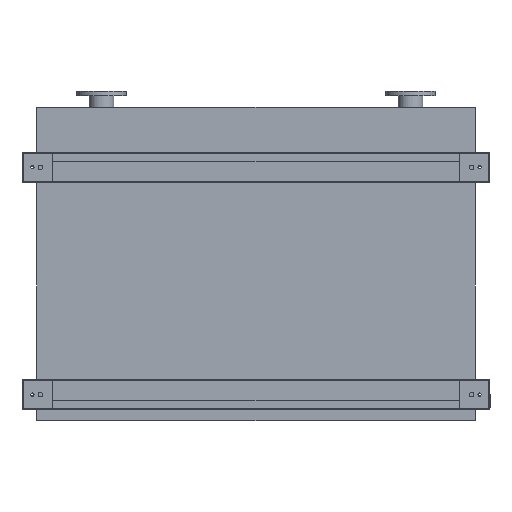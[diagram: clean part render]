
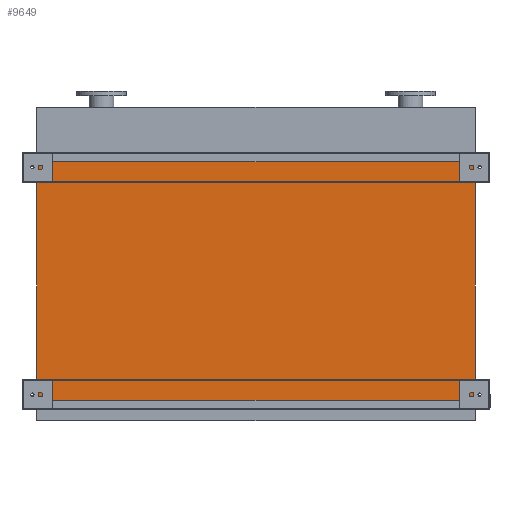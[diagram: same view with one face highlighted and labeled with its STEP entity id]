
A CAD part, front view. The second image highlights one B-rep face of the part: STEP entity #9649.
In plain terms, the highlighted planar face has unit normal (0, -1, 0).
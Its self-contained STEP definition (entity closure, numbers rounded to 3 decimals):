
#268 = EDGE_CURVE ( 'NONE', #20050, #17641, #18511, .T. ) ;
#833 = ORIENTED_EDGE ( 'NONE', *, *, #5217, .F. ) ;
#1406 = VECTOR ( 'NONE', #21639, 1000. ) ;
#1684 = EDGE_CURVE ( 'NONE', #22545, #20050, #7476, .T. ) ;
#2080 = LINE ( 'NONE', #7893, #5227 ) ;
#2856 = VERTEX_POINT ( 'NONE', #12817 ) ;
#3891 = CARTESIAN_POINT ( 'NONE',  ( -965., 0., -1050. ) ) ;
#4007 = CARTESIAN_POINT ( 'NONE',  ( 965., 0., -1050. ) ) ;
#4030 = DIRECTION ( 'NONE',  ( 0., 0., 1. ) ) ;
#4329 = VECTOR ( 'NONE', #4030, 1000. ) ;
#5146 = ORIENTED_EDGE ( 'NONE', *, *, #268, .T. ) ;
#5217 = EDGE_CURVE ( 'NONE', #22545, #2856, #15691, .T. ) ;
#5227 = VECTOR ( 'NONE', #20225, 1000. ) ;
#6982 = PLANE ( 'NONE',  #12780 ) ;
#7199 = FACE_OUTER_BOUND ( 'NONE', #10899, .T. ) ;
#7476 = LINE ( 'NONE', #3891, #11633 ) ;
#7893 = CARTESIAN_POINT ( 'NONE',  ( -965., 0., 0. ) ) ;
#9649 = ADVANCED_FACE ( 'NONE', ( #7199 ), #6982, .T. ) ;
#10530 = CARTESIAN_POINT ( 'NONE',  ( -965., 0., -1050. ) ) ;
#10899 = EDGE_LOOP ( 'NONE', ( #15827, #833, #16140, #5146 ) ) ;
#11633 = VECTOR ( 'NONE', #16386, 1000. ) ;
#12334 = DIRECTION ( 'NONE',  ( 0., 0., -1. ) ) ;
#12780 = AXIS2_PLACEMENT_3D ( 'NONE', #10530, #22776, #12334 ) ;
#12817 = CARTESIAN_POINT ( 'NONE',  ( -965., 0., 0. ) ) ;
#14705 = CARTESIAN_POINT ( 'NONE',  ( -965., 0., -1050. ) ) ;
#15691 = LINE ( 'NONE', #14705, #1406 ) ;
#15827 = ORIENTED_EDGE ( 'NONE', *, *, #19395, .F. ) ;
#16140 = ORIENTED_EDGE ( 'NONE', *, *, #1684, .T. ) ;
#16386 = DIRECTION ( 'NONE',  ( 1., 0., 0. ) ) ;
#17641 = VERTEX_POINT ( 'NONE', #20116 ) ;
#18511 = LINE ( 'NONE', #4007, #4329 ) ;
#19395 = EDGE_CURVE ( 'NONE', #2856, #17641, #2080, .T. ) ;
#20050 = VERTEX_POINT ( 'NONE', #22010 ) ;
#20116 = CARTESIAN_POINT ( 'NONE',  ( 965., 0., 0. ) ) ;
#20225 = DIRECTION ( 'NONE',  ( 1., 0., 0. ) ) ;
#21639 = DIRECTION ( 'NONE',  ( 0., 0., 1. ) ) ;
#21901 = CARTESIAN_POINT ( 'NONE',  ( -965., 0., -1050. ) ) ;
#22010 = CARTESIAN_POINT ( 'NONE',  ( 965., 0., -1050. ) ) ;
#22545 = VERTEX_POINT ( 'NONE', #21901 ) ;
#22776 = DIRECTION ( 'NONE',  ( 0., -1., 0. ) ) ;
